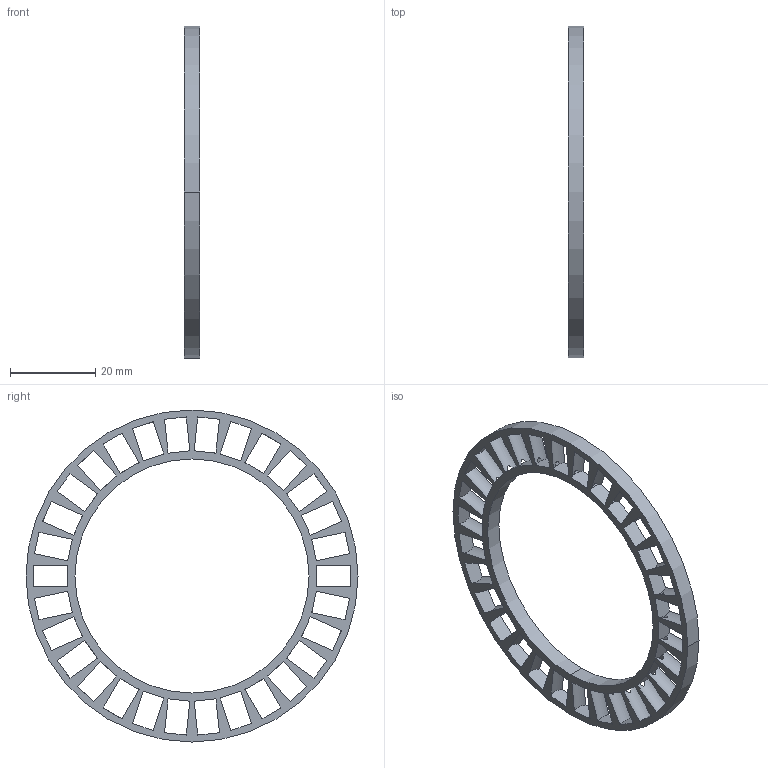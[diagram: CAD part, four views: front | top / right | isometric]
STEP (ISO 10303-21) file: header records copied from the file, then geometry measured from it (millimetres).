
FILE_DESCRIPTION (( 'STEP AP214' ), '1' );
FILE_NAME ('RollerHolder.STEP', '2025-09-25T17:05:00', ( 'Windows User' ), ( '' ), 'SwSTEP 2.0', 'SolidWorks 2023', '' );
FILE_SCHEMA (( 'AUTOMOTIVE_DESIGN' ));
Length unit declared in the file: millimetre
Products named in the file (1): RollerHolder
Bounding box: 3.75 x 78 x 78 mm (x, y, z)
Volume: 3639.5 mm3; surface area: 7106.8 mm2
Topology: 1 solids, 1 shells, 126 faces, 492 edges, 308 vertices
Faces by surface type: cylinder 64, plane 62
Entity records: 6797 total; most frequent: CARTESIAN_POINT 1017, ORIENTED_EDGE 984, DIRECTION 904, EDGE_CURVE 492, AXIS2_PLACEMENT_3D 315, VERTEX_POINT 308, VECTOR 274, LINE 274
